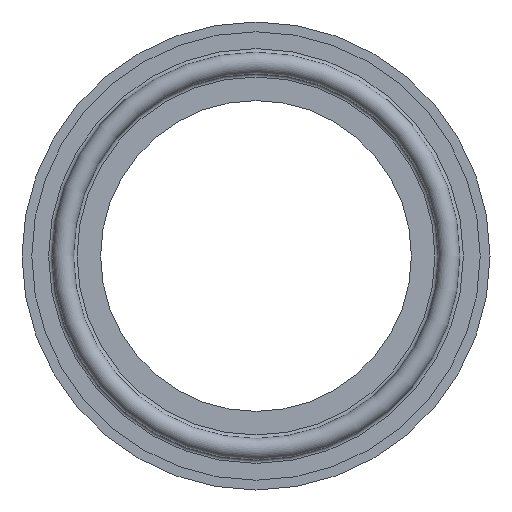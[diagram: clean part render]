
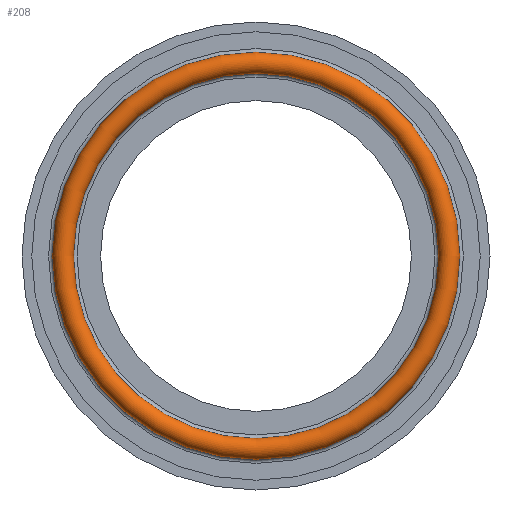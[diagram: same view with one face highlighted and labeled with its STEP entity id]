
A CAD part, front view. The second image highlights one B-rep face of the part: STEP entity #208.
In plain terms, the highlighted toroidal (fillet/blend) face has major radius 21.75 mm and minor radius 1.2 mm.
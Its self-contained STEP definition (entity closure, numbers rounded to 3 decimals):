
#26=TOROIDAL_SURFACE('',#242,21.75,1.2);
#41=FACE_BOUND('',#91,.T.);
#59=FACE_OUTER_BOUND('',#90,.T.);
#90=EDGE_LOOP('',(#180));
#91=EDGE_LOOP('',(#181));
#113=CIRCLE('',#241,22.95);
#114=CIRCLE('',#243,20.55);
#131=VERTEX_POINT('',#365);
#132=VERTEX_POINT('',#368);
#149=EDGE_CURVE('',#131,#131,#113,.T.);
#150=EDGE_CURVE('',#132,#132,#114,.T.);
#180=ORIENTED_EDGE('',*,*,#150,.F.);
#181=ORIENTED_EDGE('',*,*,#149,.T.);
#208=ADVANCED_FACE('',(#59,#41),#26,.T.);
#241=AXIS2_PLACEMENT_3D('',#366,#305,#306);
#242=AXIS2_PLACEMENT_3D('',#367,#307,#308);
#243=AXIS2_PLACEMENT_3D('',#369,#309,#310);
#305=DIRECTION('center_axis',(0.,-1.,0.));
#306=DIRECTION('ref_axis',(1.,0.,0.));
#307=DIRECTION('center_axis',(0.,-1.,0.));
#308=DIRECTION('ref_axis',(0.,0.,-1.));
#309=DIRECTION('center_axis',(0.,-1.,0.));
#310=DIRECTION('ref_axis',(1.,0.,0.));
#365=CARTESIAN_POINT('',(22.95,-0.5,0.));
#366=CARTESIAN_POINT('Origin',(0.,-0.5,
0.));
#367=CARTESIAN_POINT('Origin',(0.,-0.5,0.));
#368=CARTESIAN_POINT('',(20.55,-0.5,0.));
#369=CARTESIAN_POINT('Origin',(0.,-0.5,
0.));
